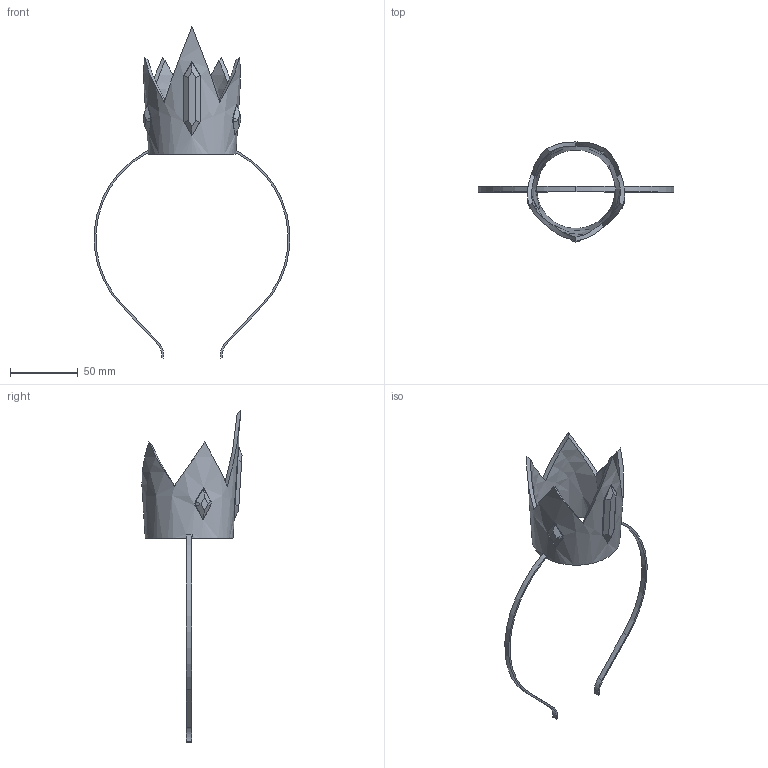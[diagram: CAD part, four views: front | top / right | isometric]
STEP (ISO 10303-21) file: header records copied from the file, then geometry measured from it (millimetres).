
FILE_DESCRIPTION(('FreeCAD Model'),'2;1');
FILE_NAME('Open CASCADE Shape Model','2025-04-27T22:01:26',('FreeCAD'),( 'FreeCAD'),'Open CASCADE STEP processor 7.6','FreeCAD','Unknown');
FILE_SCHEMA(('AUTOMOTIVE_DESIGN { 1 0 10303 214 1 1 1 1 }'));
Length unit declared in the file: millimetre
Products named in the file (1): Open CASCADE STEP translator 7.6 1
Bounding box: 144.44 x 73.94 x 245.2 mm (x, y, z)
Volume: 40365.9 mm3; surface area: 32010.1 mm2
Topology: 5 solids, 5 shells, 110 faces, 262 edges, 162 vertices
Faces by surface type: bspline 110
Entity records: 4828 total; most frequent: CARTESIAN_POINT 3151, ORIENTED_EDGE 524, EDGE_CURVE 262, B_SPLINE_CURVE_WITH_KNOTS 256, VERTEX_POINT 162, FACE_BOUND 116, EDGE_LOOP 116, ADVANCED_FACE 110
